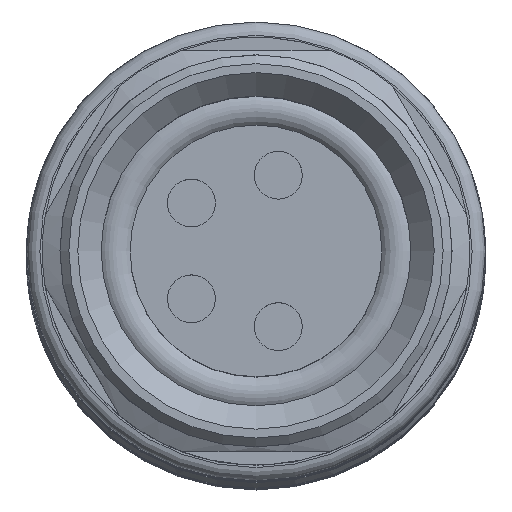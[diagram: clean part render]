
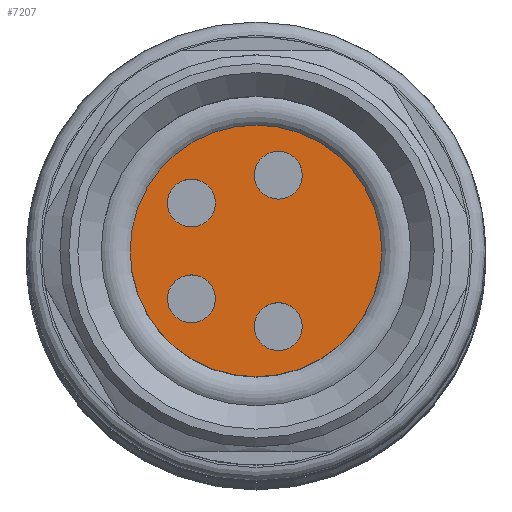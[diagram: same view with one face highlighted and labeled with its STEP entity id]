
A CAD part, top view. The second image highlights one B-rep face of the part: STEP entity #7207.
In plain terms, the highlighted planar face has unit normal (0, 0, 1).
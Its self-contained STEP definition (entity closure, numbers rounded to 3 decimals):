
#6002=PLANE('',#16323);
#7207=ADVANCED_FACE('',(#7564,#7565,#7566,#7567,#7568),#6002,.T.);
#7564=FACE_BOUND('',#8330,.T.);
#7565=FACE_BOUND('',#8331,.T.);
#7566=FACE_BOUND('',#8332,.T.);
#7567=FACE_BOUND('',#8333,.T.);
#7568=FACE_BOUND('',#8334,.T.);
#8330=EDGE_LOOP('',(#11430));
#8331=EDGE_LOOP('',(#11431));
#8332=EDGE_LOOP('',(#11432));
#8333=EDGE_LOOP('',(#11433));
#8334=EDGE_LOOP('',(#11434));
#11430=ORIENTED_EDGE('',*,*,#14044,.F.);
#11431=ORIENTED_EDGE('',*,*,#14043,.F.);
#11432=ORIENTED_EDGE('',*,*,#14042,.F.);
#11433=ORIENTED_EDGE('',*,*,#14041,.F.);
#11434=ORIENTED_EDGE('',*,*,#14045,.F.);
#12489=VERTEX_POINT('',#28771);
#12490=VERTEX_POINT('',#28774);
#12491=VERTEX_POINT('',#28777);
#12492=VERTEX_POINT('',#28780);
#12493=VERTEX_POINT('',#28783);
#14041=EDGE_CURVE('',#12489,#12489,#14714,.T.);
#14042=EDGE_CURVE('',#12490,#12490,#14715,.T.);
#14043=EDGE_CURVE('',#12491,#12491,#14716,.T.);
#14044=EDGE_CURVE('',#12492,#12492,#14717,.T.);
#14045=EDGE_CURVE('',#12493,#12493,#14718,.T.);
#14714=CIRCLE('',#16314,0.538);
#14715=CIRCLE('',#16316,0.538);
#14716=CIRCLE('',#16318,0.538);
#14717=CIRCLE('',#16320,0.538);
#14718=CIRCLE('',#16322,2.825);
#16314=AXIS2_PLACEMENT_3D('',#28770,#19120,#19121);
#16316=AXIS2_PLACEMENT_3D('',#28773,#19124,#19125);
#16318=AXIS2_PLACEMENT_3D('',#28776,#19128,#19129);
#16320=AXIS2_PLACEMENT_3D('',#28779,#19132,#19133);
#16322=AXIS2_PLACEMENT_3D('',#28782,#19136,#19137);
#16323=AXIS2_PLACEMENT_3D('',#28784,#19138,#19139);
#19120=DIRECTION('',(0.,0.,1.));
#19121=DIRECTION('',(0.,1.,0.));
#19124=DIRECTION('',(0.,0.,1.));
#19125=DIRECTION('',(0.,1.,0.));
#19128=DIRECTION('',(0.,0.,1.));
#19129=DIRECTION('',(0.,1.,0.));
#19132=DIRECTION('',(0.,0.,1.));
#19133=DIRECTION('',(0.,1.,0.));
#19136=DIRECTION('',(0.,0.,-1.));
#19137=DIRECTION('',(0.,-1.,0.));
#19138=DIRECTION('',(0.,0.,1.));
#19139=DIRECTION('',(0.,1.,0.));
#28770=CARTESIAN_POINT('',(50.5,51.7,102.751));
#28771=CARTESIAN_POINT('',(50.5,52.237,102.751));
#28773=CARTESIAN_POINT('',(48.55,48.925,102.751));
#28774=CARTESIAN_POINT('',(48.55,49.462,102.751));
#28776=CARTESIAN_POINT('',(50.5,48.3,102.751));
#28777=CARTESIAN_POINT('',(50.5,48.837,102.751));
#28779=CARTESIAN_POINT('',(48.55,51.075,102.751));
#28780=CARTESIAN_POINT('',(48.55,51.612,102.751));
#28782=CARTESIAN_POINT('',(50.,50.,102.751));
#28783=CARTESIAN_POINT('',(50.,47.175,102.751));
#28784=CARTESIAN_POINT('',(52.825,50.,102.751));
